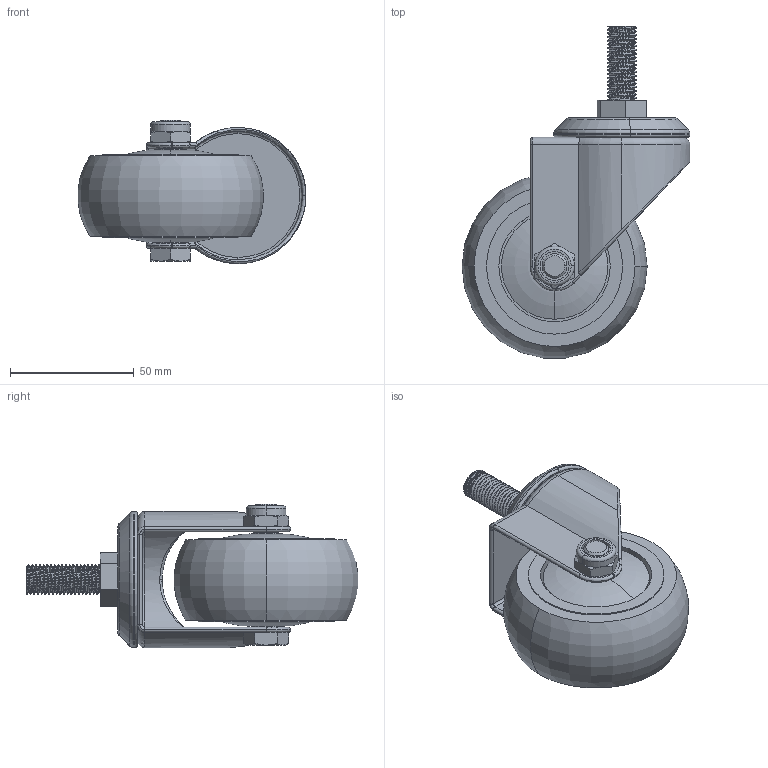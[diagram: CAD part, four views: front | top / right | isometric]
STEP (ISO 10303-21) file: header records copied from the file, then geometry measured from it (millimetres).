
FILE_DESCRIPTION (( 'STEP AP214' ), '1' );
FILE_NAME ('RSI936075.STEP', '2026-04-13T11:23:35', ( '' ), ( '' ), 'SwSTEP 2.0', 'SolidWorks 2021', '' );
FILE_SCHEMA (( 'AUTOMOTIVE_DESIGN' ));
Length unit declared in the file: millimetre
Products named in the file (8): 櫻蠉錪6; 闃膼瘔; RSI936075; ïîäøèáíèê; torque nut 08_iso_ISO 10511-M10-N; hex bolt gradec_iso_ISO 4016 - M10 x 50 x 26-WS; 櫻蠉錪7; 櫻蠉錪8
Assembly tree (8 placements, depth 2):
  RSI936075
    闃膼瘔
    ïîäøèáíèê
    櫻蠉錪6
    櫻蠉錪7
    櫻蠉錪8  x2
    hex bolt gradec_iso_ISO 4016 - M10 x 50 x 26-WS
    torque nut 08_iso_ISO 10511-M10-N
Bounding box: 92.09 x 134.12 x 57.87 mm (x, y, z)
Volume: 145159.5 mm3; surface area: 55668.7 mm2
Topology: 8 solids, 8 shells, 351 faces, 846 edges, 520 vertices
Faces by surface type: cylinder 149, cone 96, plane 54, torus 44, bspline 8
Entity records: 19696 total; most frequent: CARTESIAN_POINT 11511, DIRECTION 1735, ORIENTED_EDGE 1640, EDGE_CURVE 820, AXIS2_PLACEMENT_3D 730, VERTEX_POINT 506, CIRCLE 389, EDGE_LOOP 360
